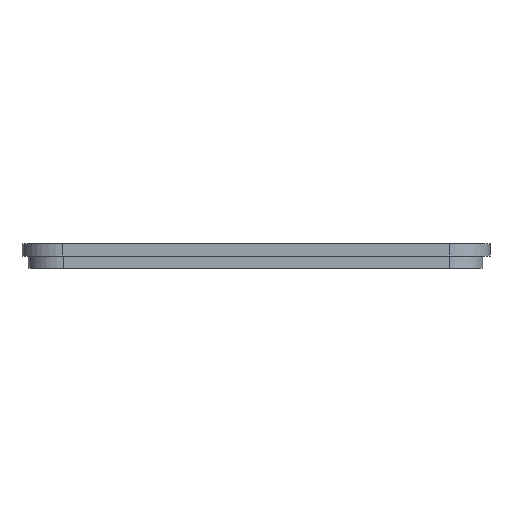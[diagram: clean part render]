
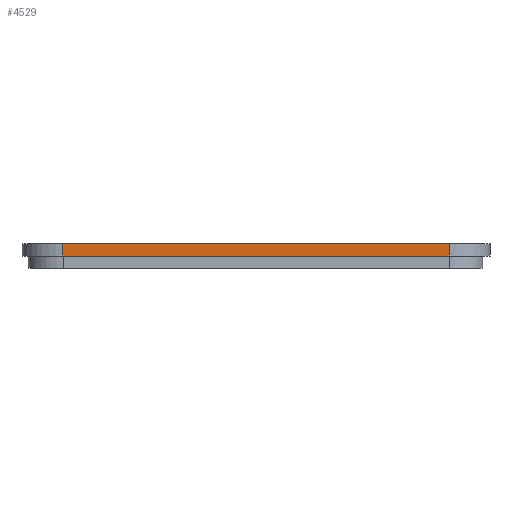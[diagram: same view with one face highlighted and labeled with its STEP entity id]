
A CAD part, left-side view. The second image highlights one B-rep face of the part: STEP entity #4529.
In plain terms, the highlighted planar face has unit normal (-1, 0, 0).
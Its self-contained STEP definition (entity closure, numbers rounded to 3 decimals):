
#2211 = PLANE('',#2212);
#2212 = AXIS2_PLACEMENT_3D('',#2213,#2214,#2215);
#2213 = CARTESIAN_POINT('',(1.555,40.99,15.));
#2214 = DIRECTION('',(-0.,-0.,-1.));
#2215 = DIRECTION('',(-1.,0.,0.));
#2969 = PLANE('',#2970);
#2970 = AXIS2_PLACEMENT_3D('',#2971,#2972,#2973);
#2971 = CARTESIAN_POINT('',(1.555,40.99,18.));
#2972 = DIRECTION('',(-0.,-0.,-1.));
#2973 = DIRECTION('',(-1.,0.,0.));
#3754 = VERTEX_POINT('',#3755);
#3755 = CARTESIAN_POINT('',(-55.913,-6.517,15.));
#3770 = CYLINDRICAL_SURFACE('',#3771,10.);
#3771 = AXIS2_PLACEMENT_3D('',#3772,#3773,#3774);
#3772 = CARTESIAN_POINT('',(-45.913,-6.517,15.));
#3773 = DIRECTION('',(0.,0.,1.));
#3774 = DIRECTION('',(0.,-1.,0.));
#3782 = EDGE_CURVE('',#3754,#3783,#3785,.T.);
#3783 = VERTEX_POINT('',#3784);
#3784 = CARTESIAN_POINT('',(-55.913,88.497,15.));
#3785 = SURFACE_CURVE('',#3786,(#3790,#3797),.PCURVE_S1.);
#3786 = LINE('',#3787,#3788);
#3787 = CARTESIAN_POINT('',(-55.913,-16.517,15.));
#3788 = VECTOR('',#3789,1.);
#3789 = DIRECTION('',(0.,1.,0.));
#3790 = PCURVE('',#2211,#3791);
#3791 = DEFINITIONAL_REPRESENTATION('',(#3792),#3796);
#3792 = LINE('',#3793,#3794);
#3793 = CARTESIAN_POINT('',(57.469,-57.507));
#3794 = VECTOR('',#3795,1.);
#3795 = DIRECTION('',(0.,1.));
#3796 = ( GEOMETRIC_REPRESENTATION_CONTEXT(2) 
PARAMETRIC_REPRESENTATION_CONTEXT() REPRESENTATION_CONTEXT('2D SPACE',''
  ) );
#3797 = PCURVE('',#3798,#3803);
#3798 = PLANE('',#3799);
#3799 = AXIS2_PLACEMENT_3D('',#3800,#3801,#3802);
#3800 = CARTESIAN_POINT('',(-55.913,-16.517,15.));
#3801 = DIRECTION('',(-1.,0.,0.));
#3802 = DIRECTION('',(0.,1.,0.));
#3803 = DEFINITIONAL_REPRESENTATION('',(#3804),#3808);
#3804 = LINE('',#3805,#3806);
#3805 = CARTESIAN_POINT('',(0.,0.));
#3806 = VECTOR('',#3807,1.);
#3807 = DIRECTION('',(1.,0.));
#3808 = ( GEOMETRIC_REPRESENTATION_CONTEXT(2) 
PARAMETRIC_REPRESENTATION_CONTEXT() REPRESENTATION_CONTEXT('2D SPACE',''
  ) );
#3829 = CYLINDRICAL_SURFACE('',#3830,10.);
#3830 = AXIS2_PLACEMENT_3D('',#3831,#3832,#3833);
#3831 = CARTESIAN_POINT('',(-45.913,88.497,15.));
#3832 = DIRECTION('',(0.,0.,1.));
#3833 = DIRECTION('',(0.,1.,0.));
#4149 = VERTEX_POINT('',#4150);
#4150 = CARTESIAN_POINT('',(-55.913,-6.517,18.));
#4172 = EDGE_CURVE('',#4149,#4173,#4175,.T.);
#4173 = VERTEX_POINT('',#4174);
#4174 = CARTESIAN_POINT('',(-55.913,88.497,18.));
#4175 = SURFACE_CURVE('',#4176,(#4180,#4187),.PCURVE_S1.);
#4176 = LINE('',#4177,#4178);
#4177 = CARTESIAN_POINT('',(-55.913,-16.517,18.));
#4178 = VECTOR('',#4179,1.);
#4179 = DIRECTION('',(0.,1.,0.));
#4180 = PCURVE('',#2969,#4181);
#4181 = DEFINITIONAL_REPRESENTATION('',(#4182),#4186);
#4182 = LINE('',#4183,#4184);
#4183 = CARTESIAN_POINT('',(57.469,-57.507));
#4184 = VECTOR('',#4185,1.);
#4185 = DIRECTION('',(0.,1.));
#4186 = ( GEOMETRIC_REPRESENTATION_CONTEXT(2) 
PARAMETRIC_REPRESENTATION_CONTEXT() REPRESENTATION_CONTEXT('2D SPACE',''
  ) );
#4187 = PCURVE('',#3798,#4188);
#4188 = DEFINITIONAL_REPRESENTATION('',(#4189),#4193);
#4189 = LINE('',#4190,#4191);
#4190 = CARTESIAN_POINT('',(0.,-3.));
#4191 = VECTOR('',#4192,1.);
#4192 = DIRECTION('',(1.,0.));
#4193 = ( GEOMETRIC_REPRESENTATION_CONTEXT(2) 
PARAMETRIC_REPRESENTATION_CONTEXT() REPRESENTATION_CONTEXT('2D SPACE',''
  ) );
#4480 = EDGE_CURVE('',#3783,#4173,#4481,.T.);
#4481 = SURFACE_CURVE('',#4482,(#4486,#4493),.PCURVE_S1.);
#4482 = LINE('',#4483,#4484);
#4483 = CARTESIAN_POINT('',(-55.913,88.497,15.));
#4484 = VECTOR('',#4485,1.);
#4485 = DIRECTION('',(0.,0.,1.));
#4486 = PCURVE('',#3829,#4487);
#4487 = DEFINITIONAL_REPRESENTATION('',(#4488),#4492);
#4488 = LINE('',#4489,#4490);
#4489 = CARTESIAN_POINT('',(1.571,0.));
#4490 = VECTOR('',#4491,1.);
#4491 = DIRECTION('',(0.,1.));
#4492 = ( GEOMETRIC_REPRESENTATION_CONTEXT(2) 
PARAMETRIC_REPRESENTATION_CONTEXT() REPRESENTATION_CONTEXT('2D SPACE',''
  ) );
#4493 = PCURVE('',#3798,#4494);
#4494 = DEFINITIONAL_REPRESENTATION('',(#4495),#4499);
#4495 = LINE('',#4496,#4497);
#4496 = CARTESIAN_POINT('',(105.014,0.));
#4497 = VECTOR('',#4498,1.);
#4498 = DIRECTION('',(0.,-1.));
#4499 = ( GEOMETRIC_REPRESENTATION_CONTEXT(2) 
PARAMETRIC_REPRESENTATION_CONTEXT() REPRESENTATION_CONTEXT('2D SPACE',''
  ) );
#4529 = ADVANCED_FACE('',(#4530),#3798,.T.);
#4530 = FACE_BOUND('',#4531,.T.);
#4531 = EDGE_LOOP('',(#4532,#4533,#4554,#4555));
#4532 = ORIENTED_EDGE('',*,*,#3782,.F.);
#4533 = ORIENTED_EDGE('',*,*,#4534,.T.);
#4534 = EDGE_CURVE('',#3754,#4149,#4535,.T.);
#4535 = SURFACE_CURVE('',#4536,(#4540,#4547),.PCURVE_S1.);
#4536 = LINE('',#4537,#4538);
#4537 = CARTESIAN_POINT('',(-55.913,-6.517,15.));
#4538 = VECTOR('',#4539,1.);
#4539 = DIRECTION('',(0.,0.,1.));
#4540 = PCURVE('',#3798,#4541);
#4541 = DEFINITIONAL_REPRESENTATION('',(#4542),#4546);
#4542 = LINE('',#4543,#4544);
#4543 = CARTESIAN_POINT('',(10.,0.));
#4544 = VECTOR('',#4545,1.);
#4545 = DIRECTION('',(0.,-1.));
#4546 = ( GEOMETRIC_REPRESENTATION_CONTEXT(2) 
PARAMETRIC_REPRESENTATION_CONTEXT() REPRESENTATION_CONTEXT('2D SPACE',''
  ) );
#4547 = PCURVE('',#3770,#4548);
#4548 = DEFINITIONAL_REPRESENTATION('',(#4549),#4553);
#4549 = LINE('',#4550,#4551);
#4550 = CARTESIAN_POINT('',(-1.571,0.));
#4551 = VECTOR('',#4552,1.);
#4552 = DIRECTION('',(-0.,1.));
#4553 = ( GEOMETRIC_REPRESENTATION_CONTEXT(2) 
PARAMETRIC_REPRESENTATION_CONTEXT() REPRESENTATION_CONTEXT('2D SPACE',''
  ) );
#4554 = ORIENTED_EDGE('',*,*,#4172,.T.);
#4555 = ORIENTED_EDGE('',*,*,#4480,.F.);
